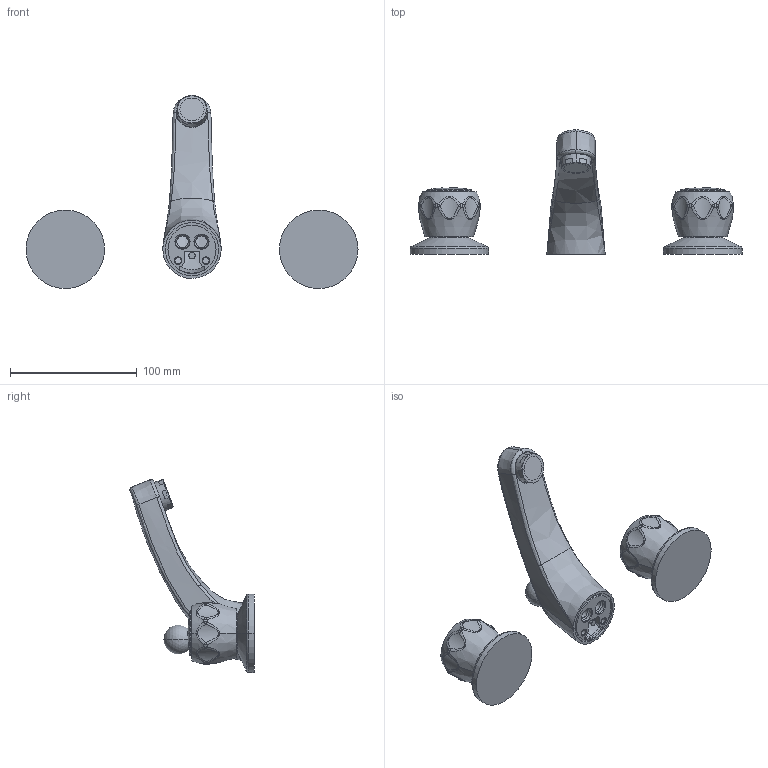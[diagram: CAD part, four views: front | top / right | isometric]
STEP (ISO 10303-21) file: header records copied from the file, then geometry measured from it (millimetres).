
FILE_DESCRIPTION((''),'2;1');
FILE_NAME('DA055CR','2021-11-09T12:54:00',('ut3'),('PAFFONI SpA'),'CREO PARAMETRIC BY PTC INC, 2020044','CREO PARAMETRIC BY PTC INC, 2020044','');
FILE_SCHEMA(('CONFIG_CONTROL_DESIGN','SHAPE_APPEARANCE_LAYERS_GROUPS'));
Length unit declared in the file: millimetre
Products named in the file (1): DA055CR
Bounding box: 262 x 98 x 152.42 mm (x, y, z)
Volume: 253104.1 mm3; surface area: 69703.1 mm2
Topology: 3 solids, 3 shells, 303 faces, 702 edges, 421 vertices
Faces by surface type: bspline 108, cylinder 72, plane 51, torus 34, cone 30, sphere 6, extrusion 2
Entity records: 22762 total; most frequent: CARTESIAN_POINT 14405, ORIENTED_EDGE 1392, DIRECTION 1134, EDGE_CURVE 696, AXIS2_PLACEMENT_3D 494, VERTEX_POINT 421, EDGE_LOOP 331, FACE_OUTER_BOUND 303
